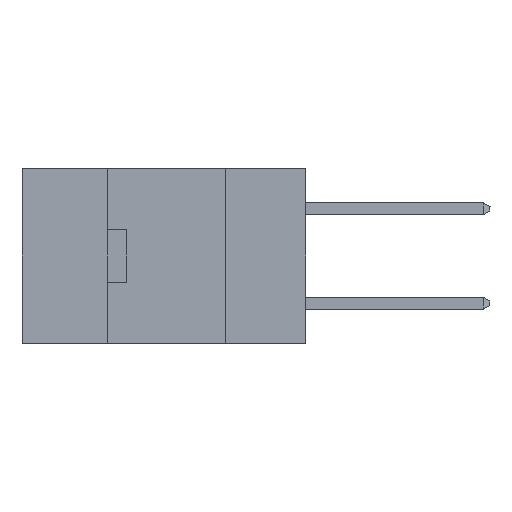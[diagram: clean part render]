
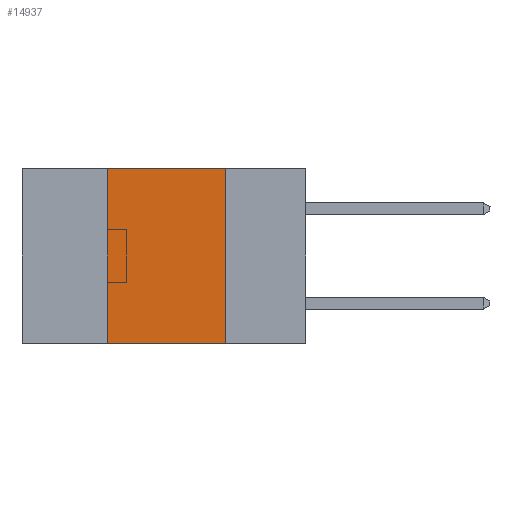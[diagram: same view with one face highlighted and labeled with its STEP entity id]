
A CAD part, left-side view. The second image highlights one B-rep face of the part: STEP entity #14937.
In plain terms, the highlighted planar face has unit normal (-1, 0, 0).
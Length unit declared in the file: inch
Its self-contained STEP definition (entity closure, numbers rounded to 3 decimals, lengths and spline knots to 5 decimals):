
#143 = EDGE_CURVE ( 'NONE', #10998, #17172, #16690, .T. ) ;
#495 = ORIENTED_EDGE ( 'NONE', *, *, #24402, .F. ) ;
#1481 = CARTESIAN_POINT ( 'NONE',  ( 0., 0.17, 0. ) ) ;
#2718 = VECTOR ( 'NONE', #10376, 39.37008 ) ;
#3112 = CARTESIAN_POINT ( 'NONE',  ( 0., 0.6, 0. ) ) ;
#4737 = ORIENTED_EDGE ( 'NONE', *, *, #143, .T. ) ;
#5997 = DIRECTION ( 'NONE',  ( 0., -1., 0. ) ) ;
#6164 = CARTESIAN_POINT ( 'NONE',  ( 0., 0.6, -0.37 ) ) ;
#9201 = EDGE_CURVE ( 'NONE', #22215, #23424, #23443, .T. ) ;
#9715 = DIRECTION ( 'NONE',  ( 0., 0., -1. ) ) ;
#10376 = DIRECTION ( 'NONE',  ( 0., 0., 1. ) ) ;
#10474 = DIRECTION ( 'NONE',  ( 0., -1., 0. ) ) ;
#10996 = VECTOR ( 'NONE', #10474, 39.37008 ) ;
#10998 = VERTEX_POINT ( 'NONE', #13574 ) ;
#13574 = CARTESIAN_POINT ( 'NONE',  ( 0., 0.42, -0.37 ) ) ;
#14504 = ORIENTED_EDGE ( 'NONE', *, *, #9201, .F. ) ;
#14524 = CARTESIAN_POINT ( 'NONE',  ( 0., 0.6, 0. ) ) ;
#14937 = ADVANCED_FACE ( 'NONE', ( #17829 ), #20416, .F. ) ;
#16690 = LINE ( 'NONE', #6164, #10996 ) ;
#17172 = VERTEX_POINT ( 'NONE', #25497 ) ;
#17517 = CARTESIAN_POINT ( 'NONE',  ( 0., 0.17, -0.37 ) ) ;
#17619 = DIRECTION ( 'NONE',  ( 0., 0., -1. ) ) ;
#17684 = CARTESIAN_POINT ( 'NONE',  ( 0., 0.42, 0. ) ) ;
#17742 = VECTOR ( 'NONE', #5997, 39.37008 ) ;
#17829 = FACE_OUTER_BOUND ( 'NONE', #21485, .T. ) ;
#19185 = LINE ( 'NONE', #23208, #2718 ) ;
#19936 = EDGE_CURVE ( 'NONE', #10998, #22215, #19185, .T. ) ;
#20416 = PLANE ( 'NONE',  #22357 ) ;
#20954 = VECTOR ( 'NONE', #17619, 39.37008 ) ;
#21485 = EDGE_LOOP ( 'NONE', ( #495, #14504, #21739, #4737 ) ) ;
#21607 = LINE ( 'NONE', #17517, #20954 ) ;
#21739 = ORIENTED_EDGE ( 'NONE', *, *, #19936, .F. ) ;
#22215 = VERTEX_POINT ( 'NONE', #17684 ) ;
#22357 = AXIS2_PLACEMENT_3D ( 'NONE', #3112, #22539, #9715 ) ;
#22539 = DIRECTION ( 'NONE',  ( 1., 0., 0. ) ) ;
#23208 = CARTESIAN_POINT ( 'NONE',  ( 0., 0.42, -0.37 ) ) ;
#23424 = VERTEX_POINT ( 'NONE', #1481 ) ;
#23443 = LINE ( 'NONE', #14524, #17742 ) ;
#24402 = EDGE_CURVE ( 'NONE', #23424, #17172, #21607, .T. ) ;
#25497 = CARTESIAN_POINT ( 'NONE',  ( 0., 0.17, -0.37 ) ) ;
